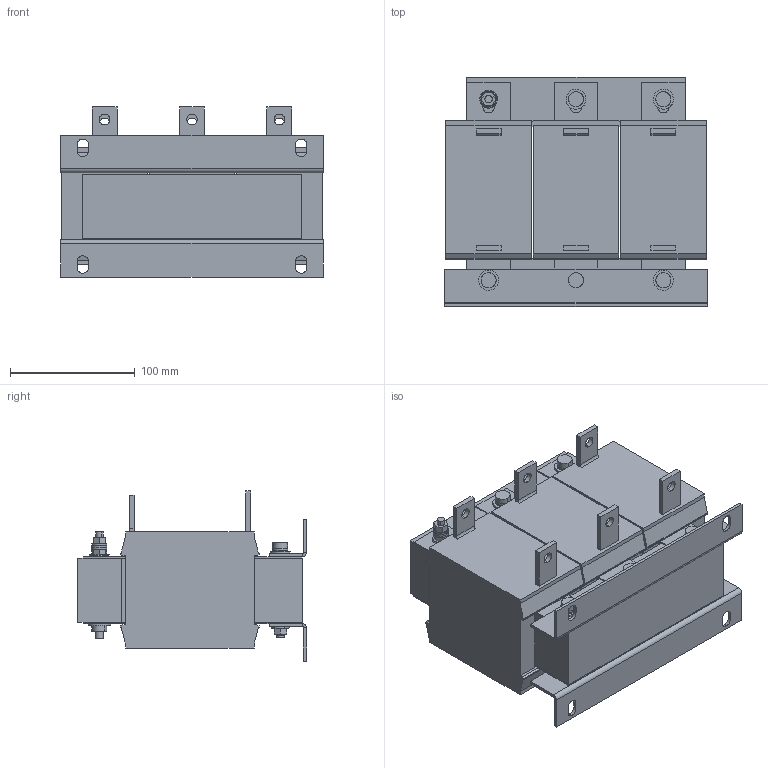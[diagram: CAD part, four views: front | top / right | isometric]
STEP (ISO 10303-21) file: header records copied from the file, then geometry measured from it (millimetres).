
FILE_DESCRIPTION (( 'STEP AP214' ), '1' );
FILE_NAME ('496483.STEP', '2022-07-15T06:49:12', ( '' ), ( '' ), 'SwSTEP 2.0', 'SolidWorks 2018', '' );
FILE_SCHEMA (( 'AUTOMOTIVE_DESIGN' ));
Length unit declared in the file: millimetre
Products named in the file (1): 496483
Bounding box: 210 x 183.5 x 136.2 mm (x, y, z)
Volume: 2769971.6 mm3; surface area: 244369.1 mm2
Topology: 1 solids, 3 shells, 518 faces, 1367 edges, 878 vertices
Faces by surface type: plane 338, cylinder 156, torus 12, cone 12
Entity records: 16142 total; most frequent: CARTESIAN_POINT 2956, ORIENTED_EDGE 2734, DIRECTION 2730, EDGE_CURVE 1367, VECTOR 946, LINE 946, AXIS2_PLACEMENT_3D 892, VERTEX_POINT 878
